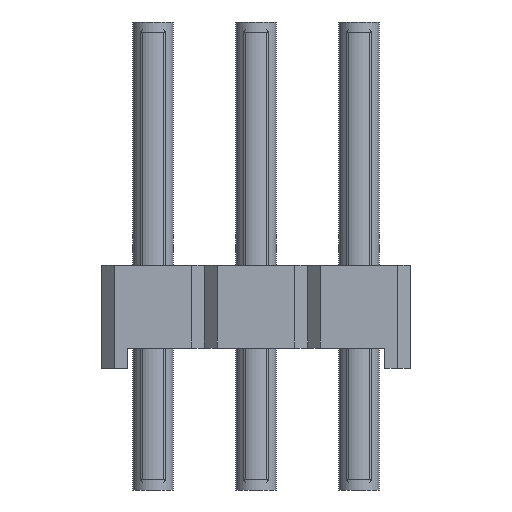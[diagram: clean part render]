
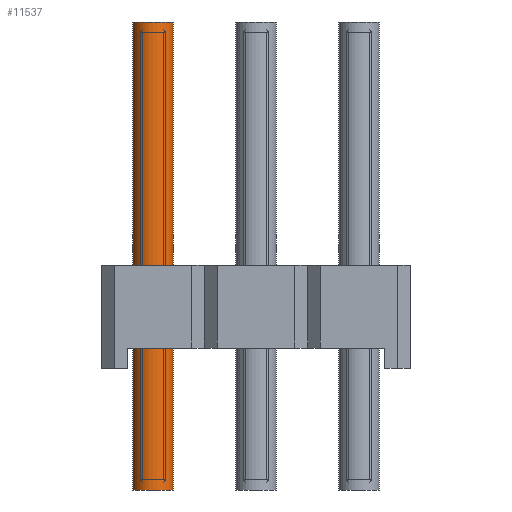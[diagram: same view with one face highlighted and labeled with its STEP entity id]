
A CAD part, left-side view. The second image highlights one B-rep face of the part: STEP entity #11537.
In plain terms, the highlighted cylindrical face has radius 0.5 mm (diameter 1 mm), a full revolution.
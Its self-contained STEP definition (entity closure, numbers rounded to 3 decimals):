
#239=CIRCLE('',#12168,0.5);
#240=CIRCLE('',#12169,0.5);
#684=CYLINDRICAL_SURFACE('',#12167,0.5);
#1013=ORIENTED_EDGE('',*,*,#4411,.F.);
#1014=ORIENTED_EDGE('',*,*,#4412,.T.);
#4411=EDGE_CURVE('',#6119,#6119,#239,.T.);
#4412=EDGE_CURVE('',#6120,#6120,#240,.T.);
#6119=VERTEX_POINT('',#16762);
#6120=VERTEX_POINT('',#16764);
#9803=EDGE_LOOP('',(#1013));
#9804=EDGE_LOOP('',(#1014));
#10491=FACE_BOUND('',#9803,.T.);
#10492=FACE_BOUND('',#9804,.T.);
#11537=ADVANCED_FACE('',(#10491,#10492),#684,.F.);
#12167=AXIS2_PLACEMENT_3D('',#16760,#13319,#13320);
#12168=AXIS2_PLACEMENT_3D('',#16761,#13321,#13322);
#12169=AXIS2_PLACEMENT_3D('',#16763,#13323,#13324);
#13319=DIRECTION('',(0.,0.,1.));
#13320=DIRECTION('',(1.,0.,0.));
#13321=DIRECTION('',(0.,0.,-1.));
#13322=DIRECTION('',(1.,0.,0.));
#13323=DIRECTION('',(0.,0.,-1.));
#13324=DIRECTION('',(1.,0.,0.));
#16760=CARTESIAN_POINT('',(0.,0.,0.));
#16761=CARTESIAN_POINT('',(0.,0.,11.54));
#16762=CARTESIAN_POINT('',(0.5,0.,11.54));
#16763=CARTESIAN_POINT('',(0.,0.,0.));
#16764=CARTESIAN_POINT('',(0.5,0.,0.));
